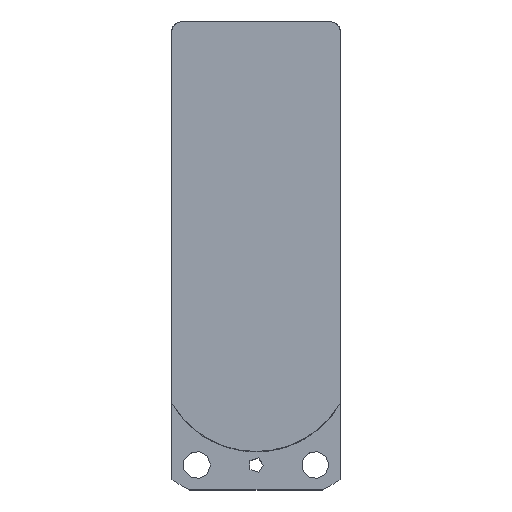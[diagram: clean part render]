
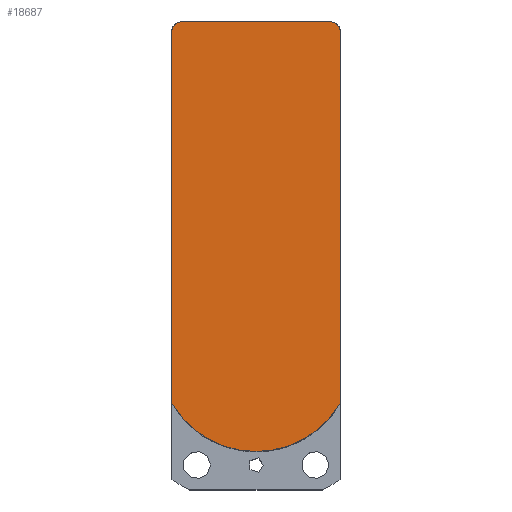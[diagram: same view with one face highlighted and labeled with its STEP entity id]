
A CAD part, top view. The second image highlights one B-rep face of the part: STEP entity #18687.
In plain terms, the highlighted planar face has unit normal (0, 0, 1).
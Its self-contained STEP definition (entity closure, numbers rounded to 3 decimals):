
#1270=LINE('',#29935,#2747);
#1271=LINE('',#29936,#2748);
#1272=LINE('',#29938,#2749);
#2747=VECTOR('',#24402,299.486);
#2748=VECTOR('',#24403,121.8);
#2749=VECTOR('',#24404,299.486);
#3970=PLANE('',#20300);
#5109=FACE_OUTER_BOUND('',#6337,.T.);
#6337=EDGE_LOOP('',(#14893,#14894,#14895,#14896,#14897,#14898));
#7475=CIRCLE('',#20294,6.6);
#7477=CIRCLE('',#20297,6.6);
#7479=CIRCLE('',#20301,78.);
#8835=VERTEX_POINT('',#29912);
#8836=VERTEX_POINT('',#29913);
#8839=VERTEX_POINT('',#29921);
#8840=VERTEX_POINT('',#29922);
#8844=VERTEX_POINT('',#29934);
#8845=VERTEX_POINT('',#29937);
#11016=EDGE_CURVE('',#8835,#8836,#7475,.T.);
#11020=EDGE_CURVE('',#8839,#8840,#7477,.T.);
#11026=EDGE_CURVE('',#8836,#8844,#1270,.T.);
#11027=EDGE_CURVE('',#8840,#8835,#1271,.T.);
#11028=EDGE_CURVE('',#8845,#8839,#1272,.T.);
#11029=EDGE_CURVE('',#8844,#8845,#7479,.T.);
#14893=ORIENTED_EDGE('',*,*,#11026,.F.);
#14894=ORIENTED_EDGE('',*,*,#11016,.F.);
#14895=ORIENTED_EDGE('',*,*,#11027,.F.);
#14896=ORIENTED_EDGE('',*,*,#11020,.F.);
#14897=ORIENTED_EDGE('',*,*,#11028,.F.);
#14898=ORIENTED_EDGE('',*,*,#11029,.F.);
#18687=ADVANCED_FACE('',(#5109),#3970,.F.);
#20294=AXIS2_PLACEMENT_3D('',#29914,#24382,#24383);
#20297=AXIS2_PLACEMENT_3D('',#29923,#24390,#24391);
#20300=AXIS2_PLACEMENT_3D('',#29933,#24400,#24401);
#20301=AXIS2_PLACEMENT_3D('',#29939,#24405,#24406);
#24382=DIRECTION('center_axis',(0.,0.,
-1.));
#24383=DIRECTION('ref_axis',(0.,1.,0.));
#24390=DIRECTION('center_axis',(0.,0.,
-1.));
#24391=DIRECTION('ref_axis',(-1.,0.,0.));
#24400=DIRECTION('center_axis',(0.,0.,
-1.));
#24401=DIRECTION('ref_axis',(1.,0.,0.));
#24402=DIRECTION('',(0.,-1.,0.));
#24403=DIRECTION('',(1.,0.,0.));
#24404=DIRECTION('',(0.,1.,0.));
#24405=DIRECTION('center_axis',(0.,0.,
-1.));
#24406=DIRECTION('ref_axis',(0.865,-0.501,0.));
#29912=CARTESIAN_POINT('',(60.9,267.,817.));
#29913=CARTESIAN_POINT('',(67.5,260.4,817.));
#29914=CARTESIAN_POINT('Origin',(60.9,260.4,817.));
#29921=CARTESIAN_POINT('',(-67.5,260.4,817.));
#29922=CARTESIAN_POINT('',(-60.9,267.,817.));
#29923=CARTESIAN_POINT('Origin',(-60.9,260.4,817.));
#29933=CARTESIAN_POINT('Origin',(0.,110.697,
817.));
#29934=CARTESIAN_POINT('',(67.5,-39.086,817.));
#29935=CARTESIAN_POINT('',(67.5,260.4,817.));
#29936=CARTESIAN_POINT('',(-60.9,267.,817.));
#29937=CARTESIAN_POINT('',(-67.5,-39.086,817.));
#29938=CARTESIAN_POINT('',(-67.5,-39.086,817.));
#29939=CARTESIAN_POINT('Origin',(0.,0.,
817.));
